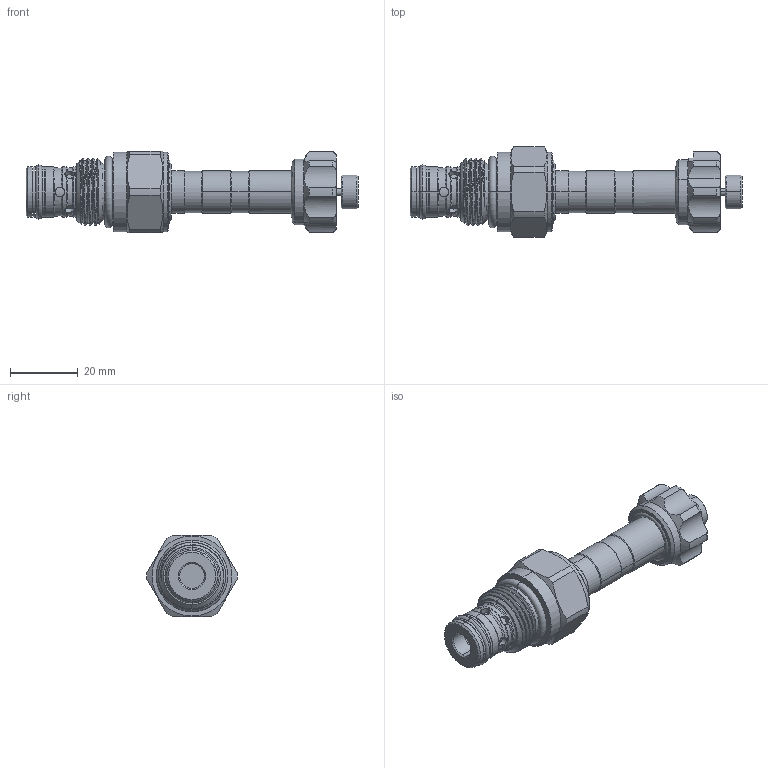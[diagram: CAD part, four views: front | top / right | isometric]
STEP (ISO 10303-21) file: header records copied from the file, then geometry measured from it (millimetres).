
FILE_DESCRIPTION (( 'STEP AP203' ), '1' );
FILE_NAME ('EP20M2A02P05.STEP', '2020-03-31T07:23:39', ( '' ), ( '' ), 'SwSTEP 2.0', 'SolidWorks 2018', '' );
FILE_SCHEMA (( 'CONFIG_CONTROL_DESIGN' ));
Length unit declared in the file: millimetre
Products named in the file (1): EP20M2A02P05
Bounding box: 98 x 26.69 x 24 mm (x, y, z)
Volume: 22169.3 mm3; surface area: 8813.3 mm2
Topology: 5 solids, 5 shells, 253 faces, 616 edges, 386 vertices
Faces by surface type: cylinder 133, cone 57, plane 31, torus 28, bspline 4
Entity records: 11947 total; most frequent: CARTESIAN_POINT 6057, ORIENTED_EDGE 1232, DIRECTION 1226, EDGE_CURVE 616, AXIS2_PLACEMENT_3D 528, VERTEX_POINT 386, CIRCLE 278, EDGE_LOOP 276
